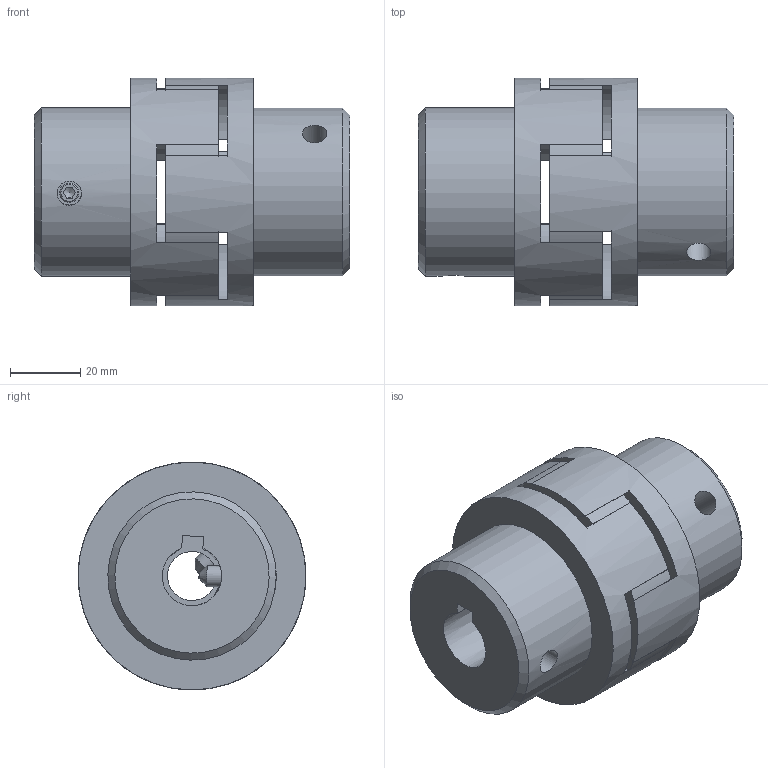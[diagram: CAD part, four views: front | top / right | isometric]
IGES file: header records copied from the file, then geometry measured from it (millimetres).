
Global section: file name: 944512.stp.ipt; native system: Autodesk Inventor 2014; preprocessor: unknown; author: zeman; date: 20151020.100446; units: millimetre
Bounding box: 90 x 64.99 x 64.99 mm (x, y, z)
Volume: 181539.8 mm3; surface area: 47740.6 mm2
Topology: 5 solids, 5 shells, 117 faces, 308 edges, 205 vertices
Faces by surface type: plane 40, cylinder 38, revolution 31, cone 6, bspline 2
Full cylindrical faces by diameter (mm): 6 x2, 48 x2, 65 x2
